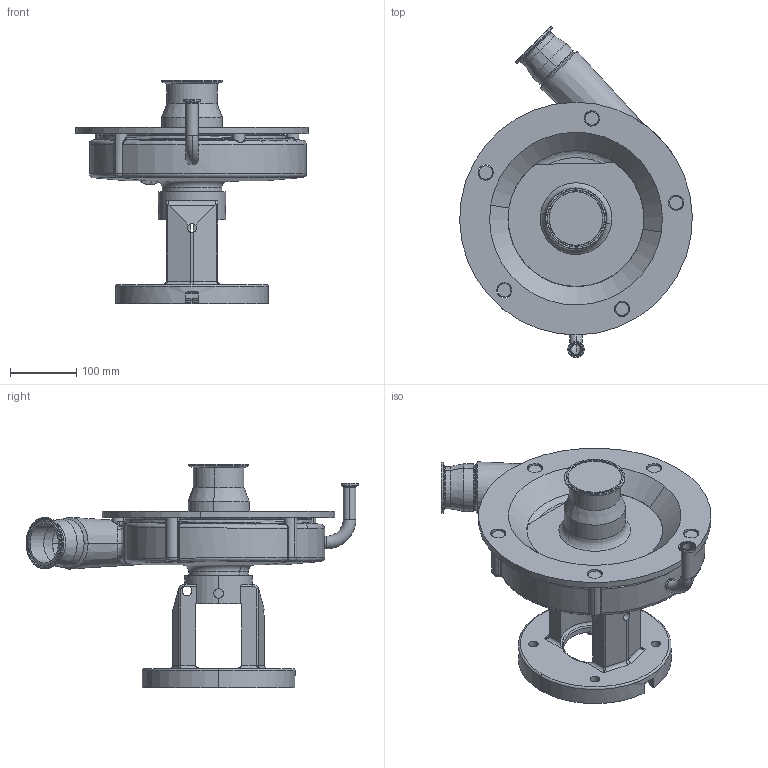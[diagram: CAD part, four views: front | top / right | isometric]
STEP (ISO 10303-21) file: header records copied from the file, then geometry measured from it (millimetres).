
FILE_DESCRIPTION (( 'STEP AP214' ), '1' );
FILE_NAME ('FPX 3551-3552 210TC 45L 3-4 In ELBOW FRONT.STEP', '2022-12-16T21:02:25', ( '' ), ( '' ), 'SwSTEP 2.0', 'SolidWorks 2021', '' );
FILE_SCHEMA (( 'AUTOMOTIVE_DESIGN' ));
Length unit declared in the file: millimetre
Products named in the file (2): FPX 3551-3552 210TC 45L 3-4 In ELBOW FRONT; FPX 355 210TC 45L 3-4 In ELBOW FRONT^1275000098.STEP
Assembly tree (1 placements, depth 2):
  FPX 3551-3552 210TC 45L 3-4 In ELBOW FRONT
    FPX 355 210TC 45L 3-4 In ELBOW FRONT^1275000098.STEP
Bounding box: 349.95 x 499.4 x 336.65 mm (x, y, z)
Volume: 6879696.7 mm3; surface area: 659266.4 mm2
Topology: 2 solids, 2 shells, 558 faces, 1400 edges, 830 vertices
Faces by surface type: cylinder 192, bspline 120, torus 103, plane 90, cone 41, sphere 12
Entity records: 51926 total; most frequent: CARTESIAN_POINT 39476, ORIENTED_EDGE 2774, DIRECTION 2359, EDGE_CURVE 1387, AXIS2_PLACEMENT_3D 994, VERTEX_POINT 829, EDGE_LOOP 592, FACE_OUTER_BOUND 558
